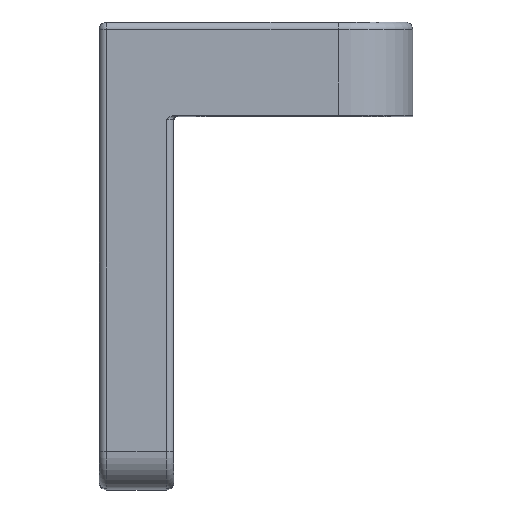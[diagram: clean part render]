
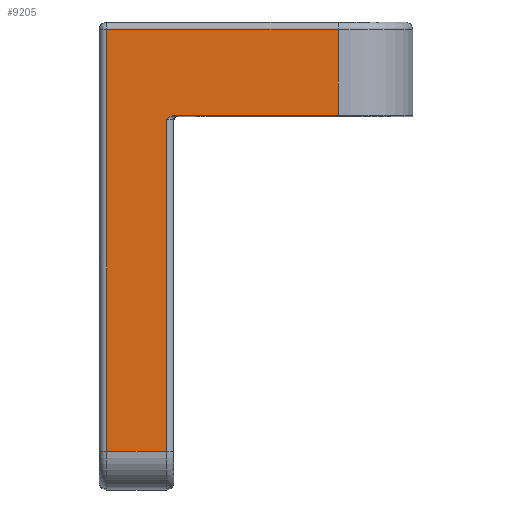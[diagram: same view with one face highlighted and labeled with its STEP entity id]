
A CAD part, top view. The second image highlights one B-rep face of the part: STEP entity #9205.
In plain terms, the highlighted planar face has unit normal (0, 0, 1).
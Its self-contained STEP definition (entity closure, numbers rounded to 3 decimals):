
#1184=B_SPLINE_CURVE_WITH_KNOTS('',3,(#16280,#16281,#16282,#16283,#16284,
#16285),.UNSPECIFIED.,.F.,.F.,(4,2,4),(0.283,0.328,
0.401),.UNSPECIFIED.);
#1768=FACE_OUTER_BOUND('',#2361,.T.);
#2361=EDGE_LOOP('',(#8349,#8350,#8351,#8352,#8353,#8354,#8355));
#2760=LINE('',#16021,#3360);
#2781=LINE('',#16318,#3381);
#2862=LINE('',#16822,#3462);
#2863=LINE('',#16826,#3463);
#2866=LINE('',#16842,#3466);
#2982=LINE('',#18226,#3582);
#3360=VECTOR('',#11215,10.);
#3381=VECTOR('',#11348,10.);
#3462=VECTOR('',#11959,10.);
#3463=VECTOR('',#11964,10.);
#3466=VECTOR('',#11987,10.);
#3582=VECTOR('',#12863,10.);
#4028=VERTEX_POINT('',#16018);
#4029=VERTEX_POINT('',#16020);
#4081=VERTEX_POINT('',#16279);
#4091=VERTEX_POINT('',#16313);
#4244=VERTEX_POINT('',#16795);
#4249=VERTEX_POINT('',#16818);
#4250=VERTEX_POINT('',#16824);
#5057=EDGE_CURVE('',#4028,#4029,#2760,.T.);
#5115=EDGE_CURVE('',#4029,#4081,#1184,.T.);
#5132=EDGE_CURVE('',#4081,#4091,#2781,.T.);
#5385=EDGE_CURVE('',#4244,#4249,#2862,.T.);
#5387=EDGE_CURVE('',#4250,#4244,#2863,.T.);
#5395=EDGE_CURVE('',#4091,#4250,#2866,.T.);
#5768=EDGE_CURVE('',#4249,#4028,#2982,.T.);
#8349=ORIENTED_EDGE('',*,*,#5057,.F.);
#8350=ORIENTED_EDGE('',*,*,#5768,.F.);
#8351=ORIENTED_EDGE('',*,*,#5385,.F.);
#8352=ORIENTED_EDGE('',*,*,#5387,.F.);
#8353=ORIENTED_EDGE('',*,*,#5395,.F.);
#8354=ORIENTED_EDGE('',*,*,#5132,.F.);
#8355=ORIENTED_EDGE('',*,*,#5115,.F.);
#8672=PLANE('',#10285);
#9205=ADVANCED_FACE('',(#1768),#8672,.T.);
#10285=AXIS2_PLACEMENT_3D('',#18228,#12865,#12866);
#11215=DIRECTION('',(-1.,0.,0.));
#11348=DIRECTION('',(0.,-1.,0.));
#11959=DIRECTION('',(1.,0.,0.));
#11964=DIRECTION('',(0.,1.,0.));
#11987=DIRECTION('',(-1.,0.,0.));
#12863=DIRECTION('',(0.,-1.,0.));
#12865=DIRECTION('center_axis',(0.,0.,1.));
#12866=DIRECTION('ref_axis',(1.,0.,0.));
#16018=CARTESIAN_POINT('',(22.,50.,50.));
#16020=CARTESIAN_POINT('',(0.118,50.,50.));
#16021=CARTESIAN_POINT('',(1.672,50.,50.));
#16279=CARTESIAN_POINT('',(-1.,49.5,50.));
#16280=CARTESIAN_POINT('Ctrl Pts',(0.118,50.,50.));
#16281=CARTESIAN_POINT('Ctrl Pts',(-0.03,50.,50.));
#16282=CARTESIAN_POINT('Ctrl Pts',(-0.202,49.956,50.));
#16283=CARTESIAN_POINT('Ctrl Pts',(-0.562,49.806,
50.));
#16284=CARTESIAN_POINT('Ctrl Pts',(-0.802,49.64,
50.));
#16285=CARTESIAN_POINT('Ctrl Pts',(-1.,49.5,50.));
#16313=CARTESIAN_POINT('',(-1.,5.,50.));
#16318=CARTESIAN_POINT('',(-1.,19.453,50.));
#16795=CARTESIAN_POINT('',(-9.,61.5,50.));
#16818=CARTESIAN_POINT('',(22.,61.5,50.));
#16822=CARTESIAN_POINT('',(17.672,61.5,50.));
#16824=CARTESIAN_POINT('',(-9.,5.,50.));
#16826=CARTESIAN_POINT('',(-9.,50.703,50.));
#16842=CARTESIAN_POINT('',(-3.328,5.,50.));
#18226=CARTESIAN_POINT('',(22.,44.453,50.));
#18228=CARTESIAN_POINT('Origin',(3.344,38.906,50.));
